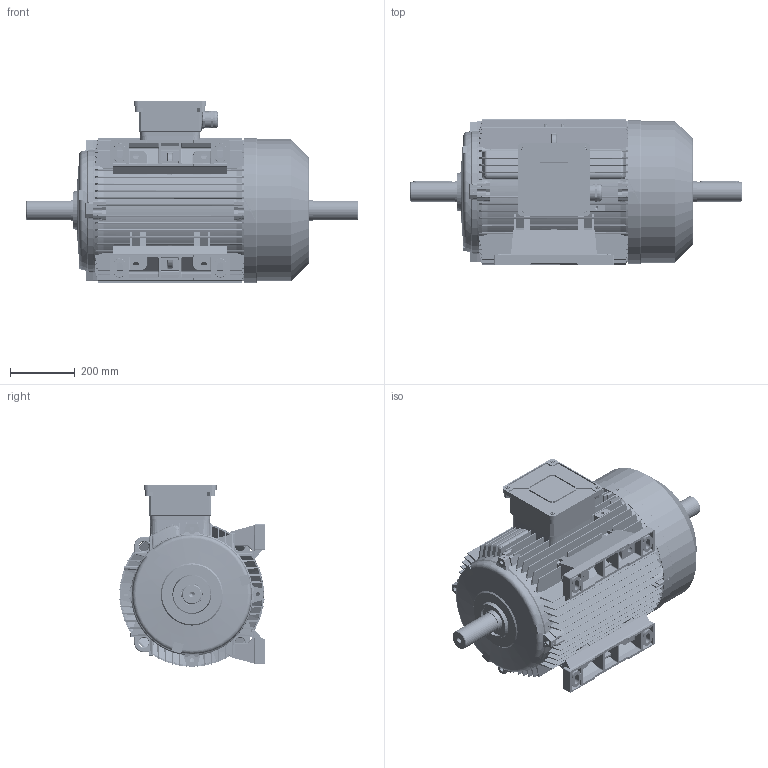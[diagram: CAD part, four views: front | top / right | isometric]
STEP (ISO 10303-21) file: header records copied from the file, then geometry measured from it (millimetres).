
FILE_DESCRIPTION (( 'STEP AP214' ), '1' );
FILE_NAME ('CA225 M-B3-IC411-4-6-8 POLES-TB RIGHT-DOUBLE SHAFT.STEP', '2024-09-23T09:03:34', ( '' ), ( '' ), 'SwSTEP 2.0', 'SolidWorks 2024', '' );
FILE_SCHEMA (( 'AUTOMOTIVE_DESIGN' ));
Length unit declared in the file: millimetre
Products named in the file (21): Guarnizione scatola-motore 225-250T; Scudo serie 225M con fori encoder; Coperchietto interno d.140; chiodino targhetta d.3.2x6; PRESSACAVO M50; Targhetta motore_LAMIERA ALLUMINIO; Ventola 250T-7Pale-4Poli diam.380; Piede 225M; Scatola morsetti 225T-250T; Coperchio scatola morsetti 225T-250T; Copriventola C250T; Radial Ball Bearing_68_SKF_SKF - 6313 - 10,DE,AC,10_68; Carcassa 250T; Guarnizione scatola-coperchio 225T-250T; Scudo serie 225M - rif. A27951_SENZA FORI COPERCHIETTO; 18x11x120; socket head cap screw_iso_ISO 4762 M6 x 25 --- 25C; Tappo M50; CA225 M-B3-IC411-4-6-8 POLES-TB RIGHT-DOUBLE SHAFT; Albero 225M serie ventilato; Coprimorsettiera  225T-250T
Assembly tree (27 placements, depth 3):
  CA225 M-B3-IC411-4-6-8 POLES-TB RIGHT-DOUBLE SHAFT
    Albero 225M serie ventilato  x2
    Radial Ball Bearing_68_SKF_SKF - 6313 - 10,DE,AC,10_68  x2
    Coperchietto interno d.140
    Scudo serie 225M con fori encoder
    18x11x120  x2
    Scudo serie 225M - rif. A27951_SENZA FORI COPERCHIETTO
    Ventola 250T-7Pale-4Poli diam.380
    Copriventola C250T
    Targhetta motore_LAMIERA ALLUMINIO
    chiodino targhetta d.3.2x6
    Piede 225M  x2
    Coprimorsettiera  225T-250T
      Scatola morsetti 225T-250T
      Guarnizione scatola-coperchio 225T-250T
      Guarnizione scatola-motore 225-250T
      Coperchio scatola morsetti 225T-250T
      socket head cap screw_iso_ISO 4762 M6 x 25 --- 25C  x4
      Tappo M50
      PRESSACAVO M50
    Carcassa 250T
Bounding box: 1025 x 449.37 x 562.43 mm (x, y, z)
Volume: 25360256.4 mm3; surface area: 6102371.7 mm2
Topology: 32 solids, 33 shells, 6819 faces, 19142 edges, 12298 vertices
Faces by surface type: plane 3713, cylinder 1509, torus 613, cone 473, bspline 299, sphere 212
Entity records: 227647 total; most frequent: CARTESIAN_POINT 68490, ORIENTED_EDGE 34798, DIRECTION 30270, EDGE_CURVE 17399, VERTEX_POINT 11271, LINE 10930, VECTOR 10930, AXIS2_PLACEMENT_3D 9670
